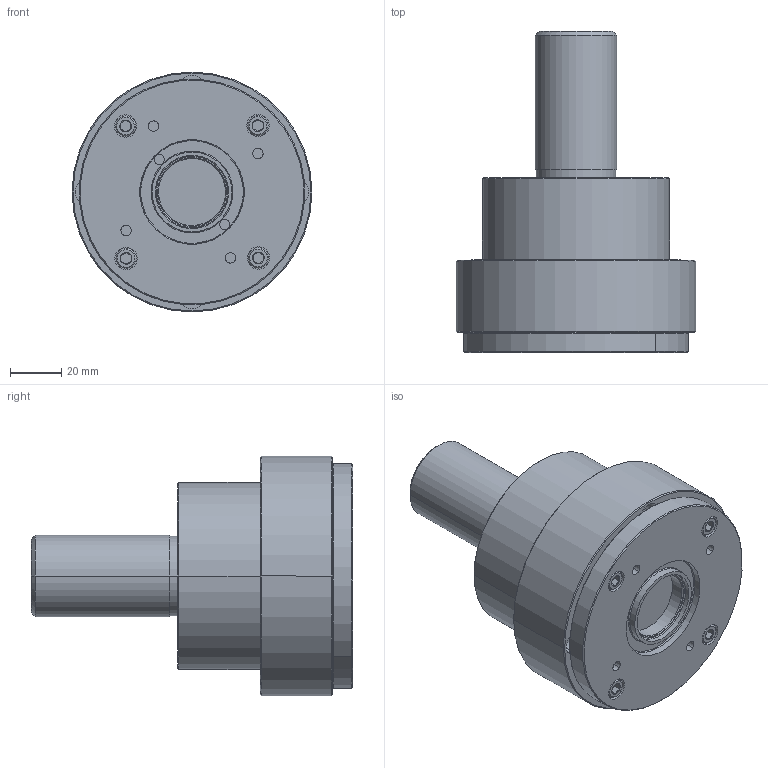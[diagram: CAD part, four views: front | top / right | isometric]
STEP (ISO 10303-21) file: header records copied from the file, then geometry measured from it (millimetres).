
FILE_DESCRIPTION (( 'STEP AP214' ), '1' );
FILE_NAME ('SS-SA 3-30-15.STEP', '2015-03-31T02:08:41', ( '' ), ( '' ), 'SwSTEP 2.0', 'SolidWorks 2014', '' );
FILE_SCHEMA (( 'AUTOMOTIVE_DESIGN' ));
Length unit declared in the file: inch
Products named in the file (1): SS-SA 3-30-15
Bounding box: 93.65 x 125.4 x 93.65 mm (x, y, z)
Volume: 411213.5 mm3; surface area: 42643.6 mm2
Topology: 1 solids, 1 shells, 190 faces, 398 edges, 233 vertices
Faces by surface type: cylinder 62, plane 61, cone 58, torus 7, bspline 2
Entity records: 5869 total; most frequent: CARTESIAN_POINT 1120, DIRECTION 970, ORIENTED_EDGE 796, AXIS2_PLACEMENT_3D 413, EDGE_CURVE 398, VERTEX_POINT 233, CIRCLE 224, EDGE_LOOP 221
